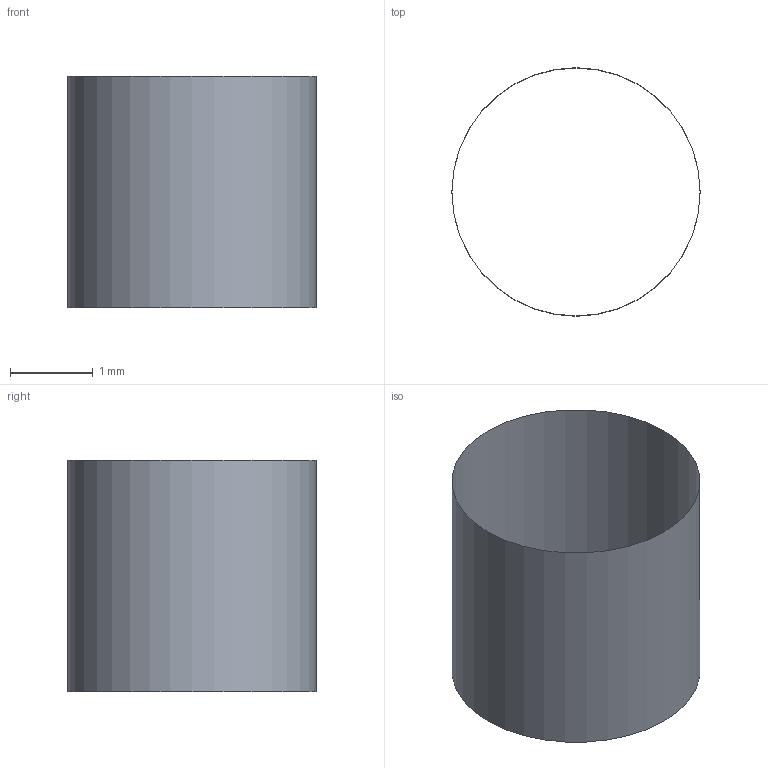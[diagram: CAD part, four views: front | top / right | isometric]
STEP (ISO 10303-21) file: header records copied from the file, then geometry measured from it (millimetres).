
FILE_DESCRIPTION(('FreeCAD Model'),'2;1');
FILE_NAME('Open CASCADE Shape Model','2022-04-01T14:58:43',('Author'),( ''),'Open CASCADE STEP processor 7.5','FreeCAD','Unknown');
FILE_SCHEMA(('AUTOMOTIVE_DESIGN { 1 0 10303 214 1 1 1 1 }'));
Length unit declared in the file: millimetre
Products named in the file (1): Face001
Bounding box: 3 x 3 x 2.8 mm (x, y, z)
Surface area: 26.4 mm2 (no closed solid volume)
Topology: 0 solids, 1 shells, 1 faces, 4 edges, 3 vertices
Faces by surface type: cylinder 1
Full cylindrical faces by diameter (mm): 3 x1
Entity records: 81 total; most frequent: DIRECTION 13, CARTESIAN_POINT 11, AXIS2_PLACEMENT_3D 6, ORIENTED_EDGE 6, EDGE_CURVE 5, VERTEX_POINT 4, CIRCLE 4, COLOUR_RGB 2
